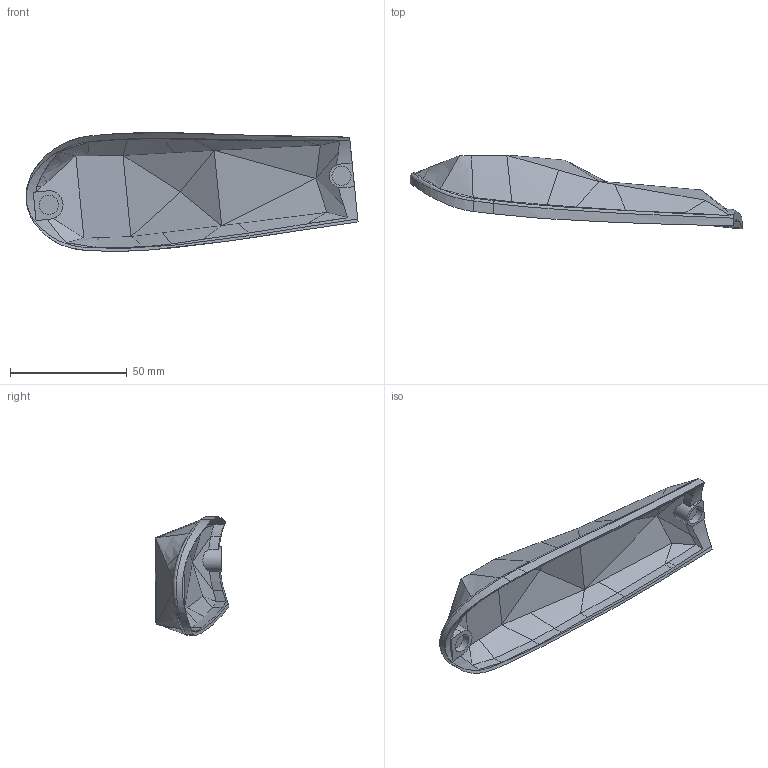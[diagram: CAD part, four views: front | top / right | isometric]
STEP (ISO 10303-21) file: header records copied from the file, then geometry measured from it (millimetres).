
FILE_DESCRIPTION (( 'STEP AP214' ), '1' );
FILE_NAME ('Cover Rasspi.STEP', '2025-05-25T21:23:04', ( '' ), ( '' ), 'SwSTEP 2.0', 'SolidWorks 2023', '' );
FILE_SCHEMA (( 'AUTOMOTIVE_DESIGN' ));
Length unit declared in the file: millimetre
Products named in the file (1): Cover Rasspi
Bounding box: 142.23 x 31.63 x 50.98 mm (x, y, z)
Volume: 12026.3 mm3; surface area: 19587.2 mm2
Topology: 1 solids, 1 shells, 122 faces, 332 edges, 214 vertices
Faces by surface type: bspline 80, plane 35, cylinder 7
Entity records: 13012 total; most frequent: CARTESIAN_POINT 10568, ORIENTED_EDGE 664, EDGE_CURVE 332, DIRECTION 222, VERTEX_POINT 214, B_SPLINE_CURVE_WITH_KNOTS 204, EDGE_LOOP 124, ADVANCED_FACE 122
